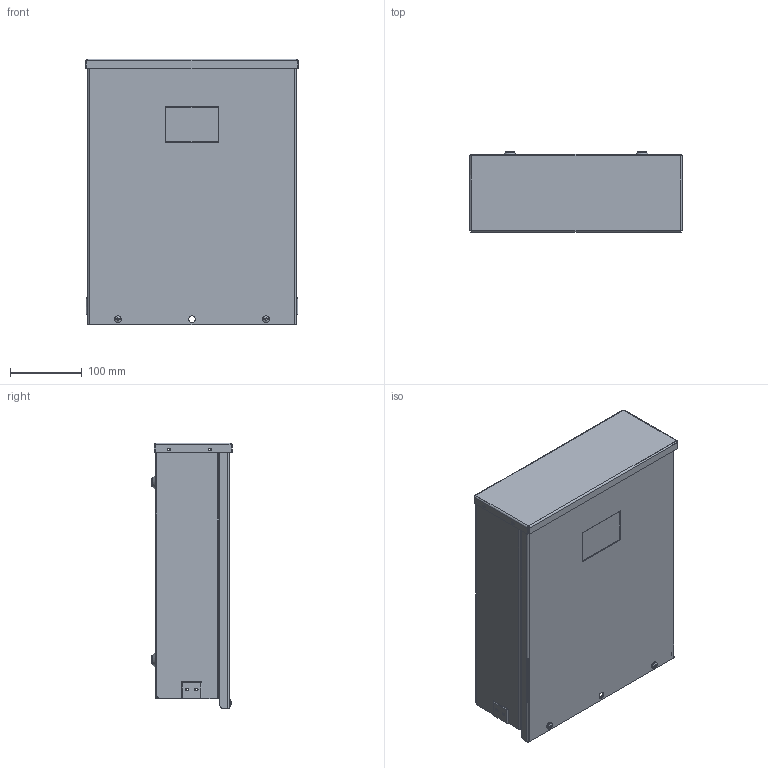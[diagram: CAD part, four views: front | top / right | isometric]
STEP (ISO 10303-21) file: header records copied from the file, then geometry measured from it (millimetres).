
FILE_DESCRIPTION( ( 'Unknown' ), '1' );
FILE_NAME( 'BPS200.stp', 'Unknown', ( 'Unknown' ), ( 'Unknown' ), 'PSStep 16.0.42', 'Unknown', ' ' );
FILE_SCHEMA( ( 'AUTOMOTIVE_DESIGN { 1 0 10303 214 1 1 1 1 }' ) );
Length unit declared in the file: millimetre
Products named in the file (5): Assem1; BPS200A; BPS200B; BPS200C; 10-32 x 0.312-FENTE-carré
Assembly tree (5 placements, depth 2):
  Assem1
    BPS200A
    BPS200B
    BPS200C
    10-32 x 0.312-FENTE-carré  x2
Bounding box: 295.94 x 111.86 x 370.74 mm (x, y, z)
Volume: 555017.3 mm3; surface area: 735809.2 mm2
Topology: 5 solids, 5 shells, 335 faces, 849 edges, 542 vertices
Faces by surface type: plane 182, cylinder 119, bspline 12, cone 10, torus 8, sphere 4
Full cylindrical faces by diameter (mm): 0.346 x1, 3.302 x11, 4.293 x3, 4.801 x2, 5.791 x12, 7.137 x2, 9.525 x4
Entity records: 12399 total; most frequent: CARTESIAN_POINT 2070, DIRECTION 1580, ORIENTED_EDGE 1504, EDGE_CURVE 752, AXIS2_PLACEMENT_3D 541, VERTEX_POINT 510, LINE 498, VECTOR 498
